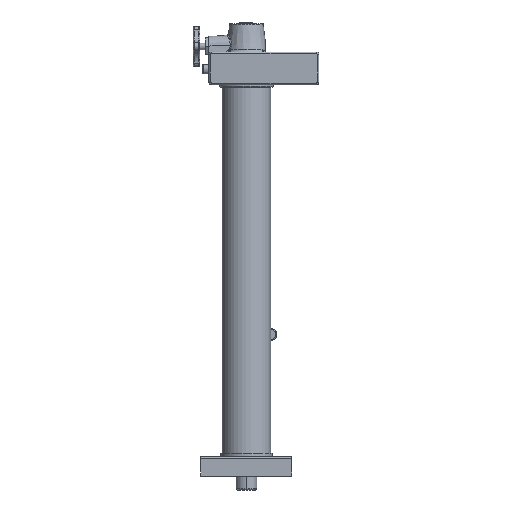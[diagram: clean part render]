
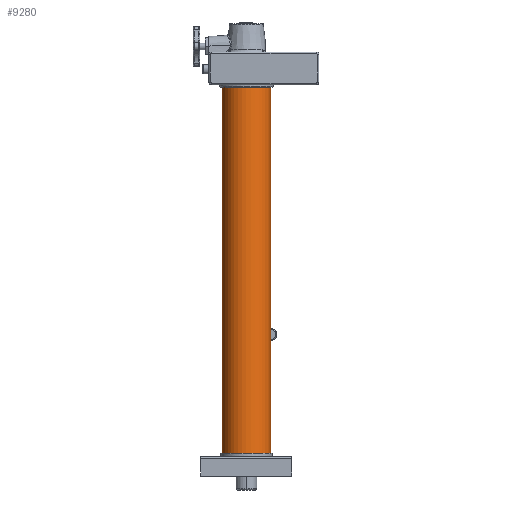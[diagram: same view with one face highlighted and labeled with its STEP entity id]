
A CAD part, front view. The second image highlights one B-rep face of the part: STEP entity #9280.
In plain terms, the highlighted cylindrical face has radius 30 mm (diameter 60 mm), a partial arc.
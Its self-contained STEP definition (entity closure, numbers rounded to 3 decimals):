
#241 = CARTESIAN_POINT ( 'NONE',  ( -30., 0., -450. ) ) ;
#1278 = DIRECTION ( 'NONE',  ( 1., 0., 0. ) ) ;
#1906 = VERTEX_POINT ( 'NONE', #13676 ) ;
#2008 = CIRCLE ( 'NONE', #17958, 30. ) ;
#2893 = DIRECTION ( 'NONE',  ( 0., 0., 1. ) ) ;
#2898 = ORIENTED_EDGE ( 'NONE', *, *, #12952, .F. ) ;
#3557 = VERTEX_POINT ( 'NONE', #9061 ) ;
#3624 = EDGE_LOOP ( 'NONE', ( #2898, #8751, #13644, #4154 ) ) ;
#3742 = DIRECTION ( 'NONE',  ( 0., 0., 1. ) ) ;
#3806 = VECTOR ( 'NONE', #3742, 1000. ) ;
#3936 = DIRECTION ( 'NONE',  ( 0., 0., -1. ) ) ;
#4154 = ORIENTED_EDGE ( 'NONE', *, *, #13798, .T. ) ;
#5210 = CARTESIAN_POINT ( 'NONE',  ( 30., 0., -450. ) ) ;
#7072 = EDGE_CURVE ( 'NONE', #1906, #7286, #15506, .T. ) ;
#7286 = VERTEX_POINT ( 'NONE', #13471 ) ;
#7877 = LINE ( 'NONE', #15472, #8334 ) ;
#8334 = VECTOR ( 'NONE', #2893, 1000. ) ;
#8751 = ORIENTED_EDGE ( 'NONE', *, *, #16764, .F. ) ;
#9061 = CARTESIAN_POINT ( 'NONE',  ( -30., 0., 0. ) ) ;
#9280 = ADVANCED_FACE ( 'NONE', ( #18790 ), #9431, .T. ) ;
#9330 = DIRECTION ( 'NONE',  ( 1., 0., 0. ) ) ;
#9431 = CYLINDRICAL_SURFACE ( 'NONE', #12104, 30. ) ;
#9959 = DIRECTION ( 'NONE',  ( 0., 0., 1. ) ) ;
#12104 = AXIS2_PLACEMENT_3D ( 'NONE', #15494, #9959, #1278 ) ;
#12952 = EDGE_CURVE ( 'NONE', #17132, #3557, #7877, .T. ) ;
#13103 = CARTESIAN_POINT ( 'NONE',  ( 0., 0., -450. ) ) ;
#13471 = CARTESIAN_POINT ( 'NONE',  ( 30., 0., 0. ) ) ;
#13644 = ORIENTED_EDGE ( 'NONE', *, *, #7072, .T. ) ;
#13676 = CARTESIAN_POINT ( 'NONE',  ( 30., 0., -450. ) ) ;
#13798 = EDGE_CURVE ( 'NONE', #7286, #3557, #14313, .T. ) ;
#14313 = CIRCLE ( 'NONE', #18403, 30. ) ;
#14582 = DIRECTION ( 'NONE',  ( -1., 0., 0. ) ) ;
#14662 = CARTESIAN_POINT ( 'NONE',  ( 0., 0., 0. ) ) ;
#15472 = CARTESIAN_POINT ( 'NONE',  ( -30., 0., -450. ) ) ;
#15494 = CARTESIAN_POINT ( 'NONE',  ( 0., 0., -450. ) ) ;
#15506 = LINE ( 'NONE', #5210, #3806 ) ;
#16764 = EDGE_CURVE ( 'NONE', #1906, #17132, #2008, .T. ) ;
#17132 = VERTEX_POINT ( 'NONE', #241 ) ;
#17958 = AXIS2_PLACEMENT_3D ( 'NONE', #13103, #3936, #14582 ) ;
#18403 = AXIS2_PLACEMENT_3D ( 'NONE', #14662, #19088, #9330 ) ;
#18790 = FACE_OUTER_BOUND ( 'NONE', #3624, .T. ) ;
#19088 = DIRECTION ( 'NONE',  ( 0., 0., -1. ) ) ;
